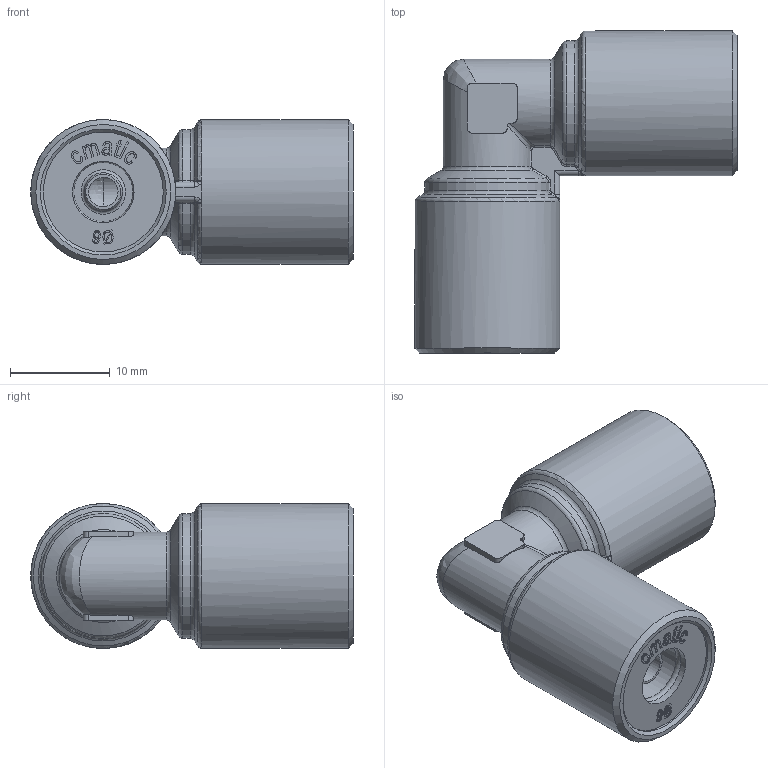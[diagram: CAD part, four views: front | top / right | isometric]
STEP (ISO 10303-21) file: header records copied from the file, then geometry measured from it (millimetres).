
FILE_DESCRIPTION(( 'MAF.28.06.06.stp' ), '1');
FILE_NAME( 'MAF.28.06.06.stp', '2021-02-19T15:25:55',( 'Sopra'),('sopra-pneumatic.com'), 'SwSTEP 2.0','SolidWorks 2009','' );
FILE_SCHEMA( ( 'CONFIG_CONTROL_DESIGN' ) );
Length unit declared in the file: millimetre
Products named in the file (1): Rivoluzione2
Bounding box: 32.25 x 32.25 x 14.5 mm (x, y, z)
Volume: 5392.1 mm3; surface area: 4054.6 mm2
Topology: 1 solids, 1 shells, 400 faces, 1037 edges, 671 vertices
Faces by surface type: bspline 177, plane 156, cylinder 42, torus 12, cone 12, sphere 1
Full cylindrical faces by diameter (mm): 2.95 x2, 3.85 x2, 4 x2, 6.15 x4, 12 x2, 14.5 x2
Entity records: 20007 total; most frequent: CARTESIAN_POINT 11567, ORIENTED_EDGE 2000, DIRECTION 1195, EDGE_CURVE 1000, VERTEX_POINT 662, LINE 507, VECTOR 507, EDGE_LOOP 462
